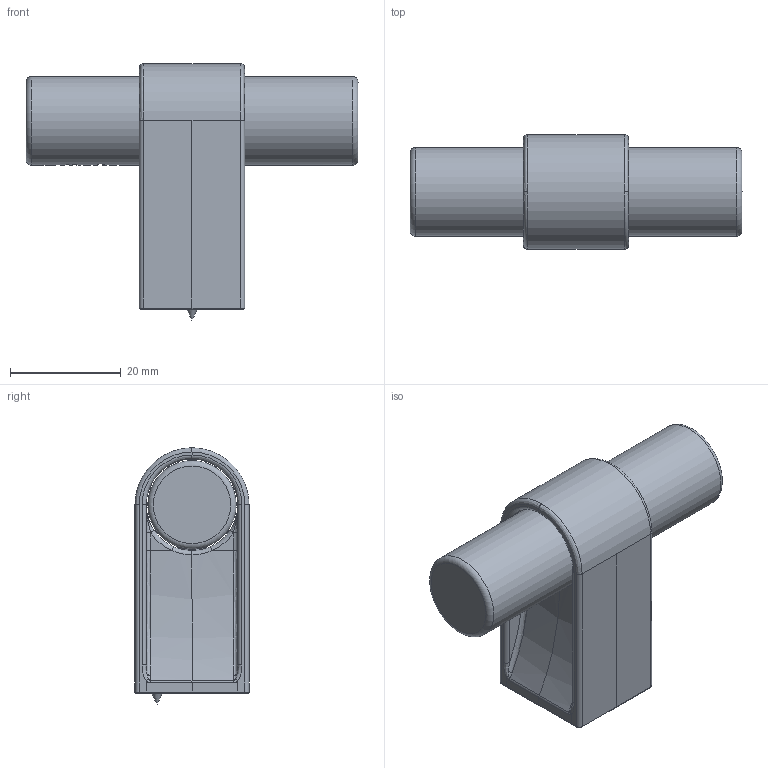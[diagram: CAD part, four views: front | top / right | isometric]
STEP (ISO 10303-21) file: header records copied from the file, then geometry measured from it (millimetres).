
FILE_DESCRIPTION(/* description */ (''),/* implementation_level */ '2;1');
FILE_NAME(/* name */ '0700_T_60_000.stp',/* time_stamp */ '2024-12-17T15:36:41+01:00',/* author */ ('mantolin'),/* organization */ (''),/* preprocessor_version */ 'ST-DEVELOPER v18.1',/* originating_system */ 'Autodesk Inventor 2022',/* authorisation */ '');
FILE_SCHEMA (('AUTOMOTIVE_DESIGN { 1 0 10303 214 3 1 1 }'));
Length unit declared in the file: millimetre
Products named in the file (4): 0700_T_000; 0700_T PIE_00; 0634_SCREW M-F_00; 0700_T BARRA_60_00
Assembly tree (3 placements, depth 2):
  0700_T_000
    0700_T PIE_00
    0634_SCREW M-F_00
    0700_T BARRA_60_00
Bounding box: 60 x 20.62 x 46.34 mm (x, y, z)
Volume: 20956.1 mm3; surface area: 9282.7 mm2
Topology: 3 solids, 3 shells, 186 faces, 475 edges, 303 vertices
Faces by surface type: bspline 76, plane 70, cylinder 30, cone 8, torus 2
Full cylindrical faces by diameter (mm): 3.242 x3, 4 x1, 6 x1, 6.5 x1, 16 x1, 16.5 x1
Entity records: 7460 total; most frequent: CARTESIAN_POINT 2990, ORIENTED_EDGE 942, DIRECTION 761, EDGE_CURVE 471, VERTEX_POINT 301, AXIS2_PLACEMENT_3D 273, LINE 215, VECTOR 215
